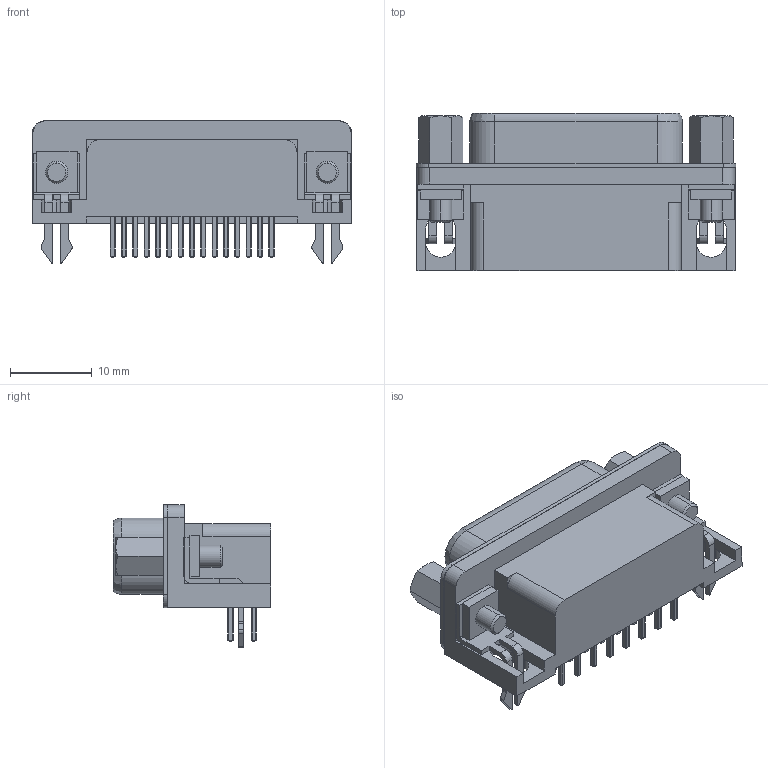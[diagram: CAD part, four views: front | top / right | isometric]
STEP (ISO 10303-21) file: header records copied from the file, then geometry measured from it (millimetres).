
FILE_DESCRIPTION (( 'STEP AP214' ), '1' );
FILE_NAME ('User Library-DBPN1M-15.STEP', '2016-07-15T05:18:43', ( 'Windows User' ), ( '' ), 'SwSTEP 2.0', 'SolidWorks 2016', '' );
FILE_SCHEMA (( 'AUTOMOTIVE_DESIGN' ));
Length unit declared in the file: millimetre
Products named in the file (1): User Library-DBPN1M-15
Bounding box: 39.03 x 19.17 x 17.38 mm (x, y, z)
Volume: 4654.1 mm3; surface area: 5387.5 mm2
Topology: 22 solids, 22 shells, 781 faces, 1941 edges, 1203 vertices
Faces by surface type: cylinder 310, plane 306, bspline 125, cone 25, sphere 15
Entity records: 33636 total; most frequent: CARTESIAN_POINT 7261, ORIENTED_EDGE 3786, DIRECTION 3537, EDGE_CURVE 1893, AXIS2_PLACEMENT_3D 1252, VERTEX_POINT 1174, VECTOR 1033, LINE 1033
